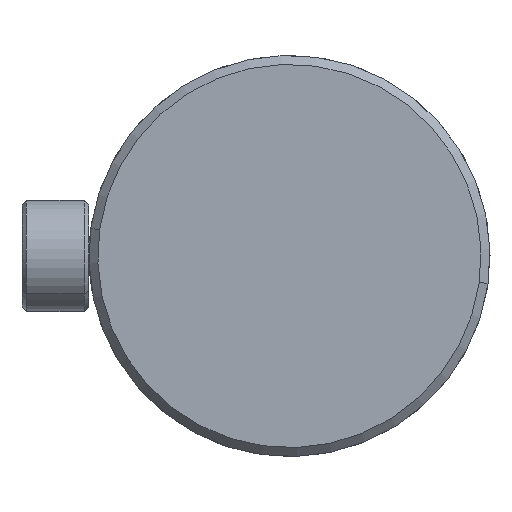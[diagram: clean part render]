
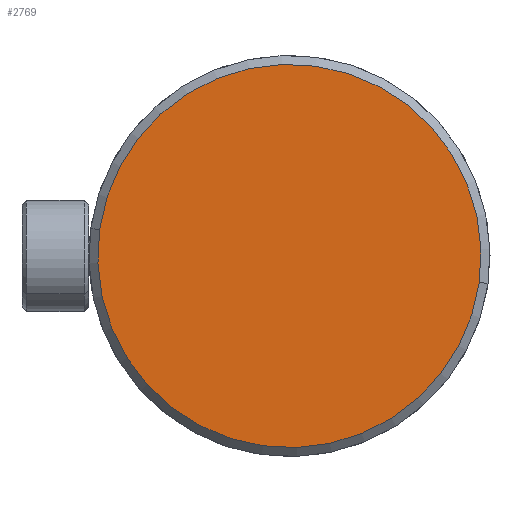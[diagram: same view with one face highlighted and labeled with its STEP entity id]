
A CAD part, left-side view. The second image highlights one B-rep face of the part: STEP entity #2769.
In plain terms, the highlighted planar face has unit normal (-1, 0, 0).
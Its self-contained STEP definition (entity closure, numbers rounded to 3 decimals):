
#77 = CARTESIAN_POINT ( 'NONE',  ( -15., -43., 0. ) ) ;
#384 = DIRECTION ( 'NONE',  ( 0., 1., 0. ) ) ;
#490 = CARTESIAN_POINT ( 'NONE',  ( -15., 0., 0. ) ) ;
#652 = DIRECTION ( 'NONE',  ( 1., 0., 0. ) ) ;
#686 = ORIENTED_EDGE ( 'NONE', *, *, #1588, .F. ) ;
#807 = AXIS2_PLACEMENT_3D ( 'NONE', #1137, #1042, #913 ) ;
#913 = DIRECTION ( 'NONE',  ( 0., -1., 0. ) ) ;
#1042 = DIRECTION ( 'NONE',  ( -1., 0., 0. ) ) ;
#1137 = CARTESIAN_POINT ( 'NONE',  ( -15., 0., 0. ) ) ;
#1159 = FACE_OUTER_BOUND ( 'NONE', #2371, .T. ) ;
#1332 = DIRECTION ( 'NONE',  ( 1., 0., 0. ) ) ;
#1380 = CIRCLE ( 'NONE', #1854, 43. ) ;
#1588 = EDGE_CURVE ( 'NONE', #2403, #2563, #2331, .T. ) ;
#1647 = DIRECTION ( 'NONE',  ( 0., 1., 0. ) ) ;
#1760 = ORIENTED_EDGE ( 'NONE', *, *, #1961, .F. ) ;
#1770 = CARTESIAN_POINT ( 'NONE',  ( -15., 0., 0. ) ) ;
#1854 = AXIS2_PLACEMENT_3D ( 'NONE', #490, #1332, #384 ) ;
#1961 = EDGE_CURVE ( 'NONE', #2563, #2403, #1380, .T. ) ;
#1983 = AXIS2_PLACEMENT_3D ( 'NONE', #1770, #652, #1647 ) ;
#2206 = CARTESIAN_POINT ( 'NONE',  ( -15., 43., 0. ) ) ;
#2331 = CIRCLE ( 'NONE', #1983, 43. ) ;
#2371 = EDGE_LOOP ( 'NONE', ( #1760, #686 ) ) ;
#2403 = VERTEX_POINT ( 'NONE', #77 ) ;
#2563 = VERTEX_POINT ( 'NONE', #2206 ) ;
#2750 = PLANE ( 'NONE',  #807 ) ;
#2769 = ADVANCED_FACE ( 'NONE', ( #1159 ), #2750, .T. ) ;
